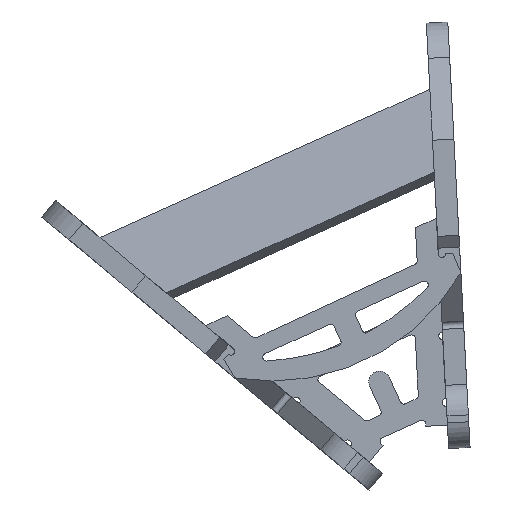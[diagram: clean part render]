
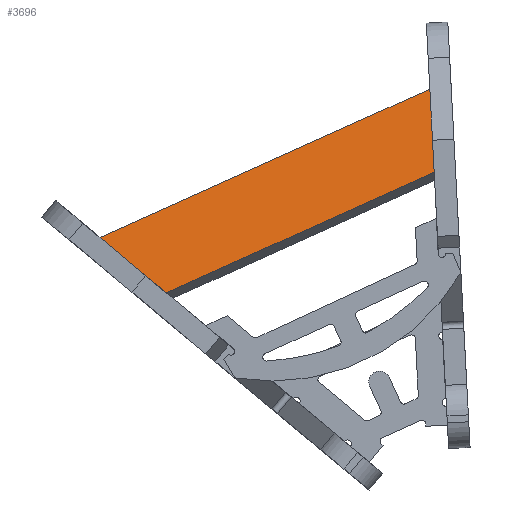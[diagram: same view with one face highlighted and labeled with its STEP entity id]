
A CAD part, front view. The second image highlights one B-rep face of the part: STEP entity #3696.
In plain terms, the highlighted face is planar.
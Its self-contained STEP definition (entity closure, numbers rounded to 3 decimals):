
#476=FACE_OUTER_BOUND('',#686,.T.);
#686=EDGE_LOOP('',(#3387,#3388,#3389,#3390));
#1059=LINE('',#6226,#1443);
#1063=LINE('',#6234,#1447);
#1066=LINE('',#6240,#1450);
#1069=LINE('',#6245,#1453);
#1443=VECTOR('',#5142,10.);
#1447=VECTOR('',#5148,10.);
#1450=VECTOR('',#5153,10.);
#1453=VECTOR('',#5158,10.);
#1799=VERTEX_POINT('',#6224);
#1800=VERTEX_POINT('',#6225);
#1803=VERTEX_POINT('',#6233);
#1805=VERTEX_POINT('',#6239);
#2323=EDGE_CURVE('',#1799,#1800,#1059,.T.);
#2327=EDGE_CURVE('',#1800,#1803,#1063,.T.);
#2330=EDGE_CURVE('',#1803,#1805,#1066,.T.);
#2333=EDGE_CURVE('',#1799,#1805,#1069,.T.);
#3387=ORIENTED_EDGE('',*,*,#2333,.F.);
#3388=ORIENTED_EDGE('',*,*,#2323,.T.);
#3389=ORIENTED_EDGE('',*,*,#2327,.T.);
#3390=ORIENTED_EDGE('',*,*,#2330,.T.);
#3507=PLANE('',#4096);
#3696=ADVANCED_FACE('',(#476),#3507,.F.);
#4096=AXIS2_PLACEMENT_3D('',#6248,#5162,#5163);
#5142=DIRECTION('',(0.928,0.,0.372));
#5148=DIRECTION('',(0.,0.,1.));
#5153=DIRECTION('',(-0.928,0.,-0.372));
#5158=DIRECTION('',(-0.69,0.,0.724));
#5162=DIRECTION('center_axis',(0.,1.,0.));
#5163=DIRECTION('ref_axis',(1.,0.,0.));
#6224=CARTESIAN_POINT('',(-247.888,0.,10.123));
#6225=CARTESIAN_POINT('',(0.,0.,109.322));
#6226=CARTESIAN_POINT('',(-247.888,0.,10.123));
#6233=CARTESIAN_POINT('',(0.,0.,184.499));
#6234=CARTESIAN_POINT('',(0.,0.,164.499));
#6239=CARTESIAN_POINT('',(-299.751,0.,64.545));
#6240=CARTESIAN_POINT('',(0.,0.,184.499));
#6245=CARTESIAN_POINT('',(-241.457,0.,3.374));
#6248=CARTESIAN_POINT('Origin',(-149.875,0.,97.311));
